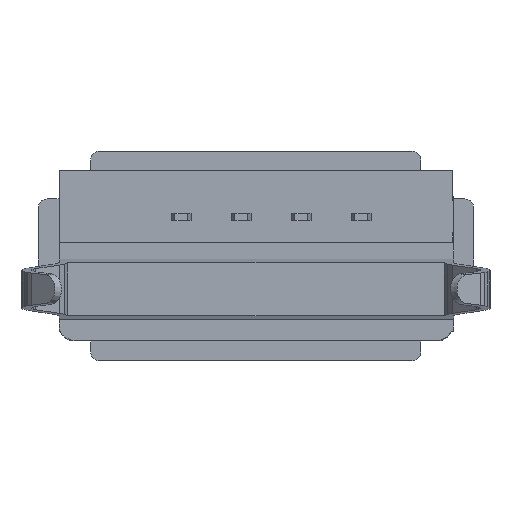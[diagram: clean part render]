
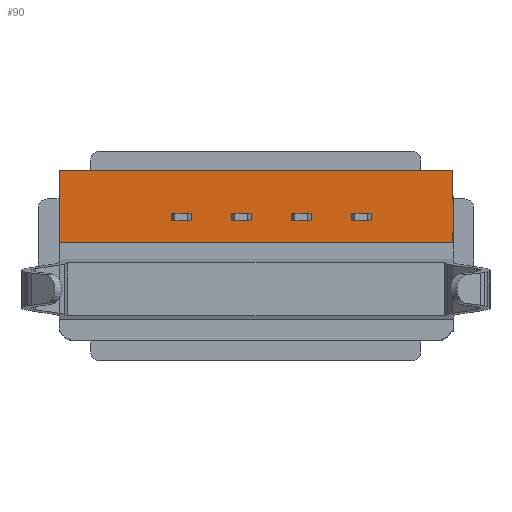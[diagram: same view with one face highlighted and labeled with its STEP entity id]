
A CAD part, top view. The second image highlights one B-rep face of the part: STEP entity #90.
In plain terms, the highlighted planar face has unit normal (0, 0, 1).
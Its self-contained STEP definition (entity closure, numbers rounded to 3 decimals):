
#90=ADVANCED_FACE('',(#953,#954,#955,#956,#957),#958,.T.);
#953=FACE_OUTER_BOUND('',#2585,.T.);
#954=FACE_BOUND('',#2586,.T.);
#955=FACE_BOUND('',#2587,.T.);
#956=FACE_BOUND('',#2588,.T.);
#957=FACE_BOUND('',#2589,.T.);
#958=PLANE('',#2590);
#2585=EDGE_LOOP('',(#5018,#5019,#5020,#5021,#5022,#5023,#5024,#5025));
#2586=EDGE_LOOP('',(#5026,#5027,#5028,#5029));
#2587=EDGE_LOOP('',(#5030,#5031,#5032,#5033));
#2588=EDGE_LOOP('',(#5034,#5035,#5036,#5037));
#2589=EDGE_LOOP('',(#5038,#5039,#5040,#5041));
#2590=AXIS2_PLACEMENT_3D('',#5042,#5043,#5044);
#5018=ORIENTED_EDGE('',*,*,#11749,.T.);
#5019=ORIENTED_EDGE('',*,*,#11742,.T.);
#5020=ORIENTED_EDGE('',*,*,#11740,.T.);
#5021=ORIENTED_EDGE('',*,*,#11205,.T.);
#5022=ORIENTED_EDGE('',*,*,#11760,.T.);
#5023=ORIENTED_EDGE('',*,*,#11765,.F.);
#5024=ORIENTED_EDGE('',*,*,#11766,.T.);
#5025=ORIENTED_EDGE('',*,*,#11767,.F.);
#5026=ORIENTED_EDGE('',*,*,#11768,.T.);
#5027=ORIENTED_EDGE('',*,*,#11769,.T.);
#5028=ORIENTED_EDGE('',*,*,#11770,.F.);
#5029=ORIENTED_EDGE('',*,*,#11771,.F.);
#5030=ORIENTED_EDGE('',*,*,#11772,.F.);
#5031=ORIENTED_EDGE('',*,*,#11773,.F.);
#5032=ORIENTED_EDGE('',*,*,#11774,.T.);
#5033=ORIENTED_EDGE('',*,*,#11775,.T.);
#5034=ORIENTED_EDGE('',*,*,#11776,.F.);
#5035=ORIENTED_EDGE('',*,*,#11777,.F.);
#5036=ORIENTED_EDGE('',*,*,#11778,.T.);
#5037=ORIENTED_EDGE('',*,*,#11779,.T.);
#5038=ORIENTED_EDGE('',*,*,#11780,.F.);
#5039=ORIENTED_EDGE('',*,*,#11781,.F.);
#5040=ORIENTED_EDGE('',*,*,#11782,.T.);
#5041=ORIENTED_EDGE('',*,*,#11783,.T.);
#5042=CARTESIAN_POINT('',(0.0,0.0,13.711));
#5043=DIRECTION('',(0.0,0.0,1.0));
#5044=DIRECTION('',(1.0,0.0,0.0));
#11205=EDGE_CURVE('',#13628,#13626,#13629,.T.);
#11740=EDGE_CURVE('',#14687,#13628,#14688,.T.);
#11742=EDGE_CURVE('',#14690,#14687,#14691,.T.);
#11749=EDGE_CURVE('',#14703,#14690,#14704,.T.);
#11760=EDGE_CURVE('',#13626,#14720,#14722,.T.);
#11765=EDGE_CURVE('',#14728,#14720,#14729,.T.);
#11766=EDGE_CURVE('',#14728,#14730,#14731,.T.);
#11767=EDGE_CURVE('',#14703,#14730,#14732,.T.);
#11768=EDGE_CURVE('',#14733,#14734,#14735,.T.);
#11769=EDGE_CURVE('',#14734,#14736,#14737,.T.);
#11770=EDGE_CURVE('',#14738,#14736,#14739,.T.);
#11771=EDGE_CURVE('',#14733,#14738,#14740,.T.);
#11772=EDGE_CURVE('',#14741,#14742,#14743,.T.);
#11773=EDGE_CURVE('',#14744,#14741,#14745,.T.);
#11774=EDGE_CURVE('',#14744,#14746,#14747,.T.);
#11775=EDGE_CURVE('',#14746,#14742,#14748,.T.);
#11776=EDGE_CURVE('',#14749,#14750,#14751,.T.);
#11777=EDGE_CURVE('',#14752,#14749,#14753,.T.);
#11778=EDGE_CURVE('',#14752,#14754,#14755,.T.);
#11779=EDGE_CURVE('',#14754,#14750,#14756,.T.);
#11780=EDGE_CURVE('',#14757,#14758,#14759,.T.);
#11781=EDGE_CURVE('',#14760,#14757,#14761,.T.);
#11782=EDGE_CURVE('',#14760,#14762,#14763,.T.);
#11783=EDGE_CURVE('',#14762,#14758,#14764,.T.);
#13626=VERTEX_POINT('',#17520);
#13628=VERTEX_POINT('',#17523);
#13629=LINE('',#17524,#17525);
#14687=VERTEX_POINT('',#19093);
#14688=LINE('',#19094,#19095);
#14690=VERTEX_POINT('',#19098);
#14691=LINE('',#19099,#19100);
#14703=VERTEX_POINT('',#19118);
#14704=LINE('',#19119,#19120);
#14720=VERTEX_POINT('',#19145);
#14722=LINE('',#19148,#19149);
#14728=VERTEX_POINT('',#19162);
#14729=LINE('',#19163,#19164);
#14730=VERTEX_POINT('',#19165);
#14731=LINE('',#19166,#19167);
#14732=LINE('',#19168,#19169);
#14733=VERTEX_POINT('',#19170);
#14734=VERTEX_POINT('',#19171);
#14735=LINE('',#19172,#19173);
#14736=VERTEX_POINT('',#19174);
#14737=LINE('',#19175,#19176);
#14738=VERTEX_POINT('',#19177);
#14739=LINE('',#19178,#19179);
#14740=LINE('',#19180,#19181);
#14741=VERTEX_POINT('',#19182);
#14742=VERTEX_POINT('',#19183);
#14743=LINE('',#19184,#19185);
#14744=VERTEX_POINT('',#19186);
#14745=LINE('',#19187,#19188);
#14746=VERTEX_POINT('',#19189);
#14747=LINE('',#19190,#19191);
#14748=LINE('',#19192,#19193);
#14749=VERTEX_POINT('',#19194);
#14750=VERTEX_POINT('',#19195);
#14751=LINE('',#19196,#19197);
#14752=VERTEX_POINT('',#19198);
#14753=LINE('',#19199,#19200);
#14754=VERTEX_POINT('',#19201);
#14755=LINE('',#19202,#19203);
#14756=LINE('',#19204,#19205);
#14757=VERTEX_POINT('',#19206);
#14758=VERTEX_POINT('',#19207);
#14759=LINE('',#19208,#19209);
#14760=VERTEX_POINT('',#19210);
#14761=LINE('',#19211,#19212);
#14762=VERTEX_POINT('',#19213);
#14763=LINE('',#19214,#19215);
#14764=LINE('',#19216,#19217);
#17520=CARTESIAN_POINT('',(-6.546,0.0,13.711));
#17523=CARTESIAN_POINT('',(6.561,0.0,13.711));
#17524=CARTESIAN_POINT('',(6.561,0.0,13.711));
#17525=VECTOR('',#23493,13.107);
#19093=CARTESIAN_POINT('',(6.561,-1.006,13.711));
#19094=CARTESIAN_POINT('',(6.561,-1.006,13.711));
#19095=VECTOR('',#24076,1.006);
#19098=CARTESIAN_POINT('',(6.592,-1.006,13.711));
#19099=CARTESIAN_POINT('',(6.592,-1.006,13.711));
#19100=VECTOR('',#24078,0.031);
#19118=CARTESIAN_POINT('',(6.592,-2.084,13.711));
#19119=CARTESIAN_POINT('',(6.592,-2.084,13.711));
#19120=VECTOR('',#24085,1.078);
#19145=CARTESIAN_POINT('',(-6.546,-2.399,13.711));
#19148=CARTESIAN_POINT('',(-6.546,0.0,13.711));
#19149=VECTOR('',#24096,2.399);
#19162=CARTESIAN_POINT('',(6.561,-2.399,13.711));
#19163=CARTESIAN_POINT('',(6.561,-2.399,13.711));
#19164=VECTOR('',#24102,13.107);
#19165=CARTESIAN_POINT('',(6.561,-2.084,13.711));
#19166=CARTESIAN_POINT('',(6.561,-2.399,13.711));
#19167=VECTOR('',#24103,0.315);
#19168=CARTESIAN_POINT('',(6.592,-2.084,13.711));
#19169=VECTOR('',#24104,0.031);
#19170=CARTESIAN_POINT('',(3.172,-1.687,13.711));
#19171=CARTESIAN_POINT('',(3.172,-1.439,13.711));
#19172=CARTESIAN_POINT('',(3.172,-1.687,13.711));
#19173=VECTOR('',#24105,0.248);
#19174=CARTESIAN_POINT('',(3.838,-1.439,13.711));
#19175=CARTESIAN_POINT('',(3.172,-1.439,13.711));
#19176=VECTOR('',#24106,0.665);
#19177=CARTESIAN_POINT('',(3.838,-1.687,13.711));
#19178=CARTESIAN_POINT('',(3.838,-1.687,13.711));
#19179=VECTOR('',#24107,0.248);
#19180=CARTESIAN_POINT('',(3.172,-1.687,13.711));
#19181=VECTOR('',#24108,0.665);
#19182=CARTESIAN_POINT('',(1.838,-1.687,13.711));
#19183=CARTESIAN_POINT('',(1.838,-1.439,13.711));
#19184=CARTESIAN_POINT('',(1.838,-1.687,13.711));
#19185=VECTOR('',#24109,0.248);
#19186=CARTESIAN_POINT('',(1.172,-1.687,13.711));
#19187=CARTESIAN_POINT('',(1.172,-1.687,13.711));
#19188=VECTOR('',#24110,0.665);
#19189=CARTESIAN_POINT('',(1.172,-1.439,13.711));
#19190=CARTESIAN_POINT('',(1.172,-1.687,13.711));
#19191=VECTOR('',#24111,0.248);
#19192=CARTESIAN_POINT('',(1.172,-1.439,13.711));
#19193=VECTOR('',#24112,0.665);
#19194=CARTESIAN_POINT('',(-0.162,-1.687,13.711));
#19195=CARTESIAN_POINT('',(-0.162,-1.439,13.711));
#19196=CARTESIAN_POINT('',(-0.162,-1.687,13.711));
#19197=VECTOR('',#24113,0.248);
#19198=CARTESIAN_POINT('',(-0.828,-1.687,13.711));
#19199=CARTESIAN_POINT('',(-0.828,-1.687,13.711));
#19200=VECTOR('',#24114,0.665);
#19201=CARTESIAN_POINT('',(-0.828,-1.439,13.711));
#19202=CARTESIAN_POINT('',(-0.828,-1.687,13.711));
#19203=VECTOR('',#24115,0.248);
#19204=CARTESIAN_POINT('',(-0.828,-1.439,13.711));
#19205=VECTOR('',#24116,0.665);
#19206=CARTESIAN_POINT('',(-2.162,-1.687,13.711));
#19207=CARTESIAN_POINT('',(-2.162,-1.439,13.711));
#19208=CARTESIAN_POINT('',(-2.162,-1.687,13.711));
#19209=VECTOR('',#24117,0.248);
#19210=CARTESIAN_POINT('',(-2.828,-1.687,13.711));
#19211=CARTESIAN_POINT('',(-2.828,-1.687,13.711));
#19212=VECTOR('',#24118,0.665);
#19213=CARTESIAN_POINT('',(-2.828,-1.439,13.711));
#19214=CARTESIAN_POINT('',(-2.828,-1.687,13.711));
#19215=VECTOR('',#24119,0.248);
#19216=CARTESIAN_POINT('',(-2.828,-1.439,13.711));
#19217=VECTOR('',#24120,0.665);
#23493=DIRECTION('',(-1.0,0.0,0.0));
#24076=DIRECTION('',(0.0,1.,0.));
#24078=DIRECTION('',(-1.,0.0,0.));
#24085=DIRECTION('',(0.0,1.0,0.0));
#24096=DIRECTION('',(0.0,-1.0,0.0));
#24102=DIRECTION('',(-1.0,0.0,0.));
#24103=DIRECTION('',(0.0,1.,0.));
#24104=DIRECTION('',(-1.,0.0,0.));
#24105=DIRECTION('',(0.0,1.0,0.0));
#24106=DIRECTION('',(1.0,0.0,0.0));
#24107=DIRECTION('',(0.0,1.0,0.0));
#24108=DIRECTION('',(1.0,0.0,0.0));
#24109=DIRECTION('',(0.0,1.0,0.0));
#24110=DIRECTION('',(1.0,0.0,0.0));
#24111=DIRECTION('',(0.0,1.0,0.0));
#24112=DIRECTION('',(1.0,0.0,0.0));
#24113=DIRECTION('',(0.0,1.0,0.0));
#24114=DIRECTION('',(1.0,0.0,0.0));
#24115=DIRECTION('',(0.0,1.0,0.0));
#24116=DIRECTION('',(1.0,0.0,0.0));
#24117=DIRECTION('',(0.0,1.0,0.0));
#24118=DIRECTION('',(1.0,0.0,0.0));
#24119=DIRECTION('',(0.0,1.0,0.0));
#24120=DIRECTION('',(1.0,0.0,0.0));
